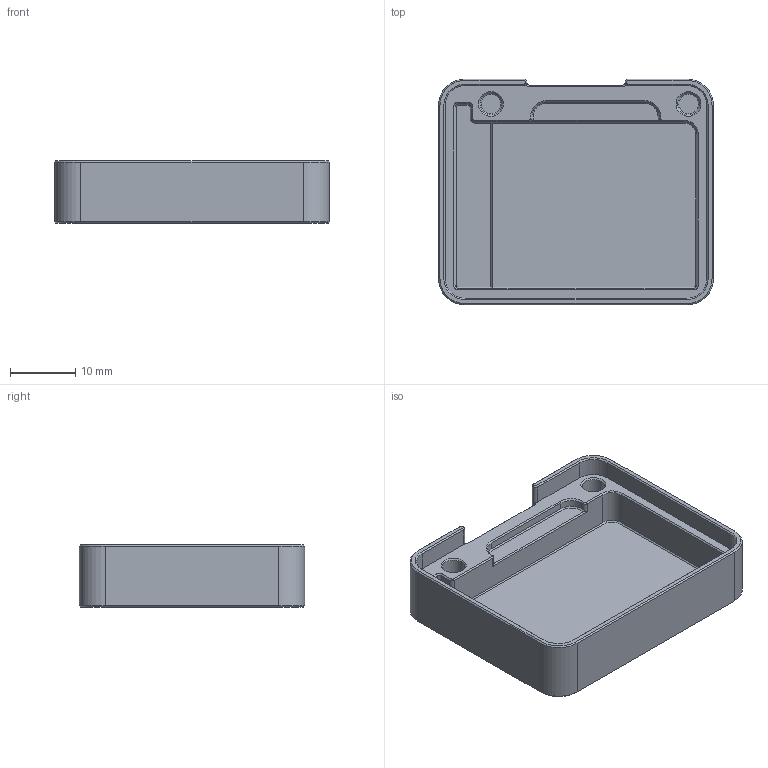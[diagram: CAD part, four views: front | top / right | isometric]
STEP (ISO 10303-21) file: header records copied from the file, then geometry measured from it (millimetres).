
FILE_DESCRIPTION(/* description */ (''),/* implementation_level */ '2;1');
FILE_NAME(/* name */ 'Switch Base Part A v1.3 v3.step',/* time_stamp */ '2023-09-02T22:21:23+02:00',/* author */ (''),/* organization */ (''),/* preprocessor_version */ 'ST-DEVELOPER v20',/* originating_system */ 'Autodesk Translation Framework v12.9.0.99',/* authorisation */ '');
FILE_SCHEMA (('AUTOMOTIVE_DESIGN { 1 0 10303 214 3 1 1 }'));
Length unit declared in the file: millimetre
Products named in the file (1): Switch Base Part A v1.3
Bounding box: 42 x 34.5 x 9.5 mm (x, y, z)
Volume: 4041.9 mm3; surface area: 5374.3 mm2
Topology: 1 solids, 1 shells, 156 faces, 364 edges, 213 vertices
Faces by surface type: plane 84, cone 46, cylinder 26
Full cylindrical faces by diameter (mm): 3.4 x2
Entity records: 4378 total; most frequent: DIRECTION 775, CARTESIAN_POINT 752, ORIENTED_EDGE 728, EDGE_CURVE 364, LINE 259, VECTOR 259, AXIS2_PLACEMENT_3D 258, VERTEX_POINT 213
